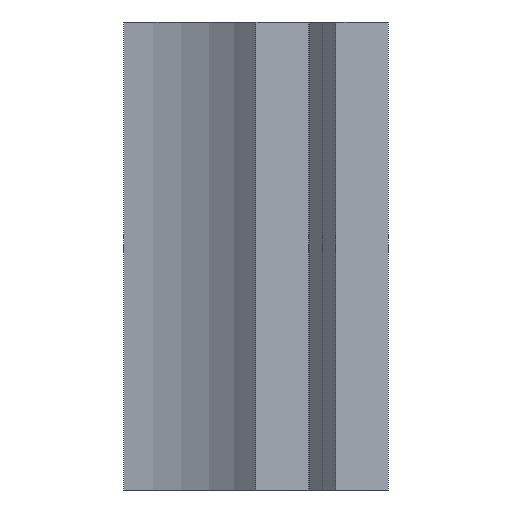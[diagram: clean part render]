
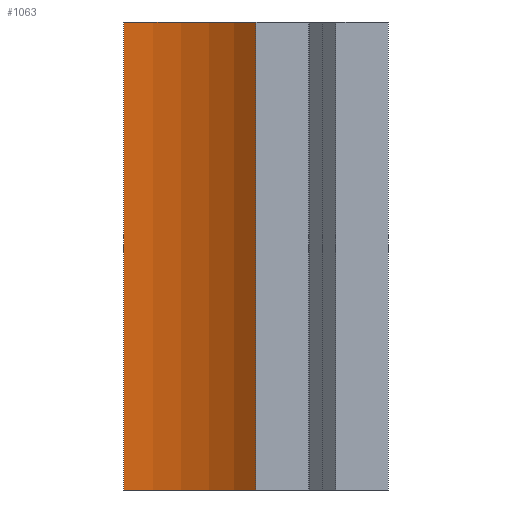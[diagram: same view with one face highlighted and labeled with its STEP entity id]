
A CAD part, left-side view. The second image highlights one B-rep face of the part: STEP entity #1063.
In plain terms, the highlighted cylindrical face has radius 40 mm (diameter 80 mm), a partial arc.
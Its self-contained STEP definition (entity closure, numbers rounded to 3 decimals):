
#441=CARTESIAN_POINT('',(2.408,58.552,100.0));
#442=VERTEX_POINT('',#441);
#459=CARTESIAN_POINT('',(2.408,58.552,0.0));
#460=VERTEX_POINT('',#459);
#467=CARTESIAN_POINT('',(2.408,58.552,0.0));
#468=DIRECTION('',(0.0,0.0,1.0));
#469=VECTOR('',#468,100.0);
#470=LINE('',#467,#469);
#471=EDGE_CURVE('',#460,#442,#470,.T.);
#1014=CARTESIAN_POINT('',(-9.308,30.268,100.0));
#1015=VERTEX_POINT('',#1014);
#1022=CARTESIAN_POINT('',(-9.308,30.268,0.0));
#1023=VERTEX_POINT('',#1022);
#1024=CARTESIAN_POINT('',(-9.308,30.268,0.0));
#1025=DIRECTION('',(0.0,0.0,1.0));
#1026=VECTOR('',#1025,100.0);
#1027=LINE('',#1024,#1026);
#1028=EDGE_CURVE('',#1023,#1015,#1027,.T.);
#1040=CARTESIAN_POINT('',(-37.592,58.552,0.0));
#1041=DIRECTION('',(0.0,0.0,1.0));
#1042=DIRECTION('',(0.707,-0.707,0.0));
#1043=AXIS2_PLACEMENT_3D('',#1040,#1041,#1042);
#1044=CYLINDRICAL_SURFACE('',#1043,40.);
#1045=CARTESIAN_POINT('',(-37.592,58.552,100.0));
#1046=DIRECTION('',(0.0,0.0,1.));
#1047=DIRECTION('',(0.707,-0.707,0.0));
#1048=AXIS2_PLACEMENT_3D('',#1045,#1046,#1047);
#1049=CIRCLE('',#1048,40.0);
#1050=EDGE_CURVE('',#1015,#442,#1049,.T.);
#1051=ORIENTED_EDGE('',*,*,#1050,.T.);
#1052=ORIENTED_EDGE('',*,*,#471,.F.);
#1053=CARTESIAN_POINT('',(-37.592,58.552,0.0));
#1054=DIRECTION('',(0.0,0.0,1.));
#1055=DIRECTION('',(0.707,-0.707,0.0));
#1056=AXIS2_PLACEMENT_3D('',#1053,#1054,#1055);
#1057=CIRCLE('',#1056,40.0);
#1058=EDGE_CURVE('',#1023,#460,#1057,.T.);
#1059=ORIENTED_EDGE('',*,*,#1058,.F.);
#1060=ORIENTED_EDGE('',*,*,#1028,.T.);
#1061=EDGE_LOOP('',(#1051,#1052,#1059,#1060));
#1062=FACE_OUTER_BOUND('',#1061,.T.);
#1063=ADVANCED_FACE('',(#1062),#1044,.F.);
